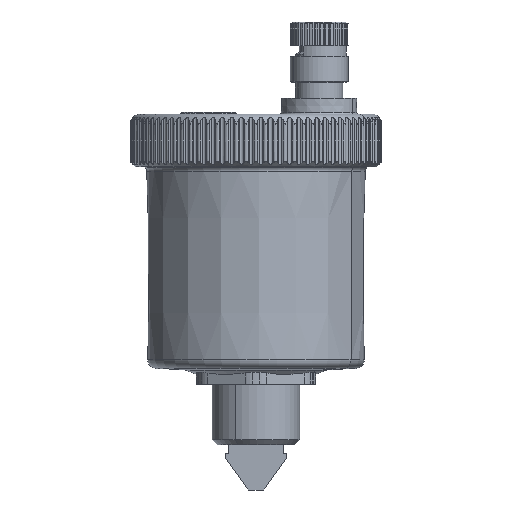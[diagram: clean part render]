
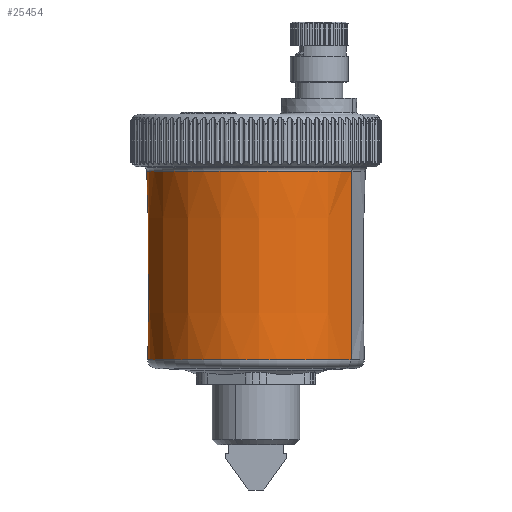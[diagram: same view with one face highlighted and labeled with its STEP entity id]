
A CAD part, left-side view. The second image highlights one B-rep face of the part: STEP entity #25454.
In plain terms, the highlighted conical face has half-angle 0.3 degrees and reference radius 20.589 mm.
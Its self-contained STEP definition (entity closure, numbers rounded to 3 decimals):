
#25385=CARTESIAN_POINT('Vertex',(-9.875,-18.077,-36.209)) ;
#25388=CARTESIAN_POINT('Axis2P3D Location',(0.,0.,-36.209)) ;
#25392=CARTESIAN_POINT('Vertex',(9.875,18.077,-36.209)) ;
#25424=CARTESIAN_POINT('Axis2P3D Location',(0.,0.,-37.9)) ;
#25429=CARTESIAN_POINT('Line Origine',(-9.919,-18.156,-18.935)) ;
#25433=CARTESIAN_POINT('Vertex',(-9.965,-18.241,-0.38)) ;
#25436=CARTESIAN_POINT('Axis2P3D Location',(0.,0.,-0.38)) ;
#25440=CARTESIAN_POINT('Vertex',(9.965,18.241,-0.38)) ;
#25443=CARTESIAN_POINT('Line Origine',(9.919,18.156,-18.935)) ;
#25389=DIRECTION('Axis2P3D Direction',(0.,0.,-1.)) ;
#25425=DIRECTION('Axis2P3D Direction',(0.,0.,1.)) ;
#25426=DIRECTION('Axis2P3D XDirection',(-0.479,-0.878,0.)) ;
#25430=DIRECTION('Vector Direction',(-0.003,-0.005,1.)) ;
#25437=DIRECTION('Axis2P3D Direction',(0.,0.,1.)) ;
#25444=DIRECTION('Vector Direction',(0.003,0.005,1.)) ;
#25390=AXIS2_PLACEMENT_3D('Circle Axis2P3D',#25388,#25389,$) ;
#25427=AXIS2_PLACEMENT_3D('Cone Axis2P3D',#25424,#25425,#25426) ;
#25438=AXIS2_PLACEMENT_3D('Circle Axis2P3D',#25436,#25437,$) ;
#25449=ORIENTED_EDGE('',*,*,#25435,.F.) ;
#25450=ORIENTED_EDGE('',*,*,#25442,.F.) ;
#25451=ORIENTED_EDGE('',*,*,#25447,.T.) ;
#25452=ORIENTED_EDGE('',*,*,#25394,.F.) ;
#25431=VECTOR('Line Direction',#25430,1.) ;
#25445=VECTOR('Line Direction',#25444,1.) ;
#25454=ADVANCED_FACE('51183_03.1\\0031122GR',(#25453),#25428,.T.) ;
#25391=CIRCLE('generated circle',#25390,20.598) ;
#25439=CIRCLE('generated circle',#25438,20.786) ;
#25428=CONICAL_SURFACE('Cone',#25427,20.589,0.005) ;
#25394=EDGE_CURVE('',#25386,#25393,#25391,.T.) ;
#25435=EDGE_CURVE('',#25434,#25386,#25432,.F.) ;
#25442=EDGE_CURVE('',#25441,#25434,#25439,.T.) ;
#25447=EDGE_CURVE('',#25441,#25393,#25446,.F.) ;
#25448=EDGE_LOOP('',(#25449,#25450,#25451,#25452)) ;
#25453=FACE_OUTER_BOUND('',#25448,.T.) ;
#25432=LINE('Line',#25429,#25431) ;
#25446=LINE('Line',#25443,#25445) ;
#25386=VERTEX_POINT('',#25385) ;
#25393=VERTEX_POINT('',#25392) ;
#25434=VERTEX_POINT('',#25433) ;
#25441=VERTEX_POINT('',#25440) ;
